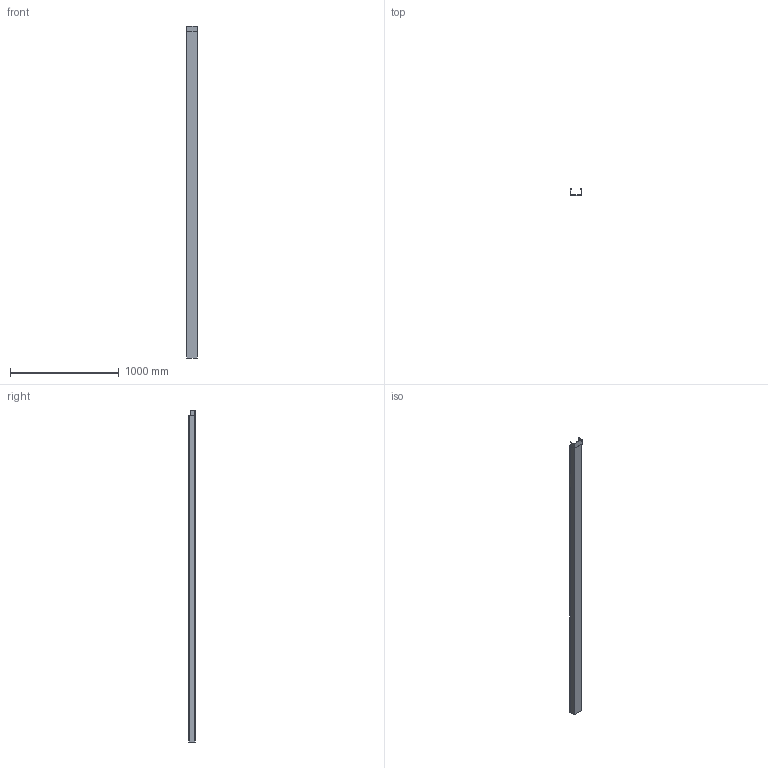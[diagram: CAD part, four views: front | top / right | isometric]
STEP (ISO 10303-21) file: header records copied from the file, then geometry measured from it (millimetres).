
FILE_DESCRIPTION((''),'2;1');
FILE_NAME('6059230','2013-07-23T',('AndreasKeweloh'),(''),'PRO/ENGINEER BY PARAMETRIC TECHNOLOGY CORPORATION, 2012360','PRO/ENGINEER BY PARAMETRIC TECHNOLOGY CORPORATION, 2012360','');
FILE_SCHEMA(('CONFIG_CONTROL_DESIGN'));
Length unit declared in the file: millimetre
Products named in the file (1): 6059230
Bounding box: 103.49 x 61.75 x 3050 mm (x, y, z)
Volume: 745283.3 mm3; surface area: 1497874.9 mm2
Topology: 1 solids, 1 shells, 102 faces, 224 edges, 122 vertices
Faces by surface type: plane 42, cylinder 28, bspline 20, cone 6, torus 4, sphere 2
Entity records: 3858 total; most frequent: CARTESIAN_POINT 1783, ORIENTED_EDGE 444, DIRECTION 374, EDGE_CURVE 222, AXIS2_PLACEMENT_3D 133, VERTEX_POINT 122, VECTOR 108, LINE 108
